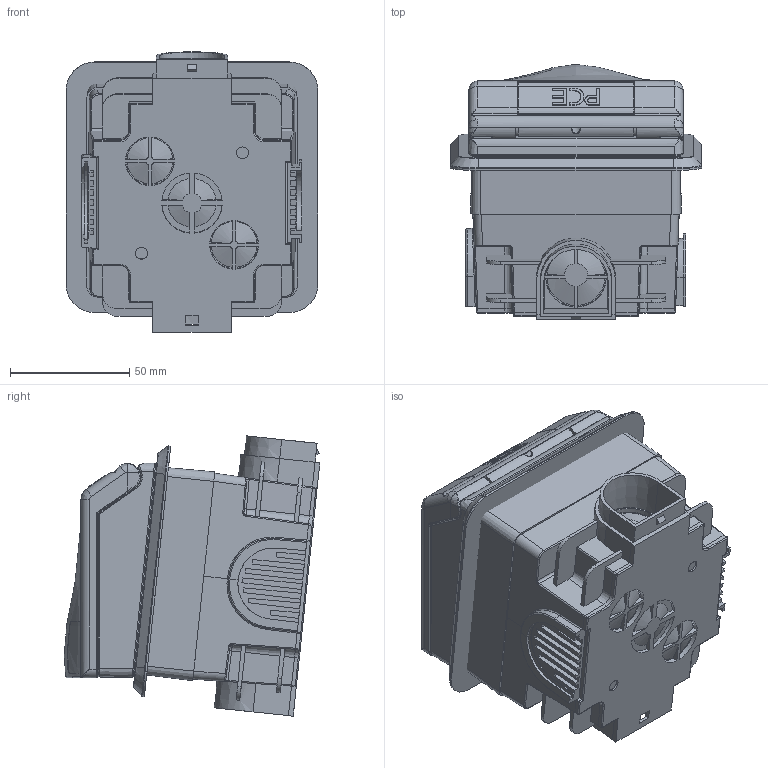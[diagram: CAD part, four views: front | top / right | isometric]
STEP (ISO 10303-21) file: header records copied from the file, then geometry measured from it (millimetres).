
FILE_DESCRIPTION (( 'STEP AP203' ), '1' );
FILE_NAME ('Design-Unterputzsteckdose.STEP', '2023-03-23T12:52:01', ( '' ), ( '' ), 'SwSTEP 2.0', 'SolidWorks 2022', '' );
FILE_SCHEMA (( 'CONFIG_CONTROL_DESIGN' ));
Length unit declared in the file: millimetre
Products named in the file (1): Design-Unterputzsteckdose
Bounding box: 105.77 x 107.32 x 117.7 mm (x, y, z)
Volume: 342673.4 mm3; surface area: 111301.2 mm2
Topology: 2 solids, 7 shells, 1264 faces, 3186 edges, 1955 vertices
Faces by surface type: plane 544, cylinder 327, bspline 214, cone 90, sphere 47, torus 42
Full cylindrical faces by diameter (mm): 0.3 x4, 4.1 x4, 8 x1
Entity records: 47530 total; most frequent: CARTESIAN_POINT 20047, ORIENTED_EDGE 6280, DIRECTION 4903, EDGE_CURVE 3140, VERTEX_POINT 1943, LINE 1635, VECTOR 1635, AXIS2_PLACEMENT_3D 1634
